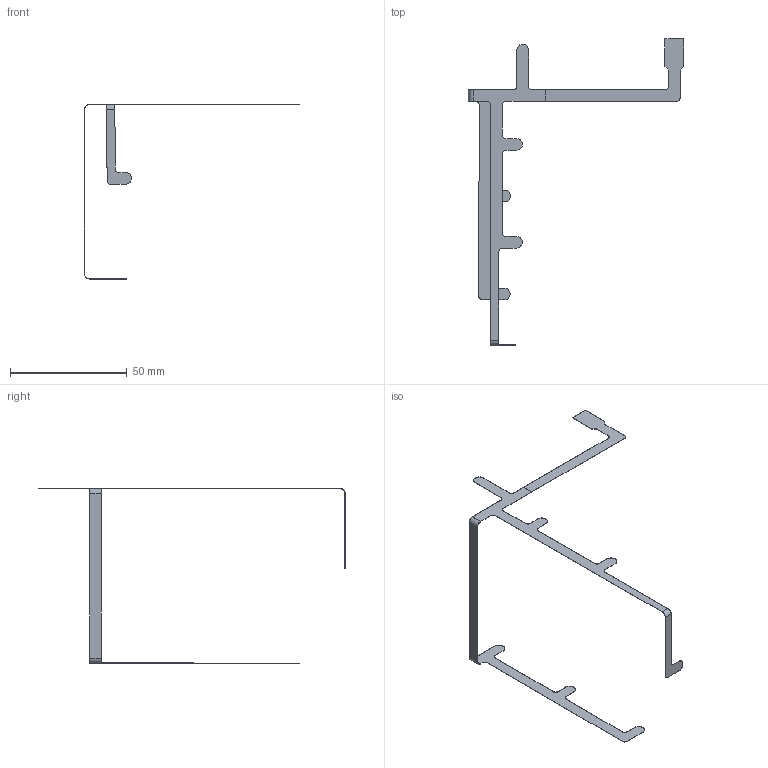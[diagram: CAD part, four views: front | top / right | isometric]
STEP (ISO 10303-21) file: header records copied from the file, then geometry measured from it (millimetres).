
FILE_DESCRIPTION(('Open CASCADE Model'),'2;1');
FILE_NAME('Open CASCADE Shape Model','2022-04-12T15:43:36',('Author'),( 'Open CASCADE'),'Open CASCADE STEP processor 6.8','Open CASCADE 6.8' ,'Unknown');
FILE_SCHEMA(('AUTOMOTIVE_DESIGN { 1 0 10303 214 1 1 1 1 }'));
Length unit declared in the file: millimetre
Products named in the file (1): PCB
Bounding box: 92.32 x 131.46 x 75.07 mm (x, y, z)
Volume: 244 mm3; surface area: 4799.4 mm2
Topology: 8 solids, 8 shells, 368 faces, 1056 edges, 704 vertices
Faces by surface type: plane 362, cylinder 6
Entity records: 11872 total; most frequent: CARTESIAN_POINT 2215, ORIENTED_EDGE 2112, DIRECTION 1770, EDGE_CURVE 1056, LINE 1032, VECTOR 1032, VERTEX_POINT 704, AXIS2_PLACEMENT_3D 369
